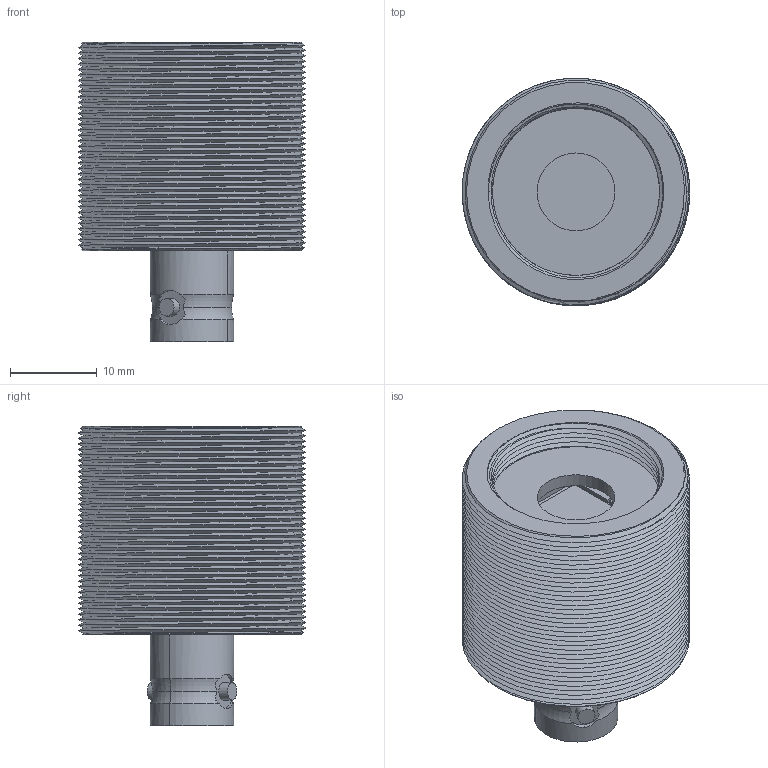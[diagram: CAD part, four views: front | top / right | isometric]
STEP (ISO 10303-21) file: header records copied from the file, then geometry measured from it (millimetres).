
FILE_DESCRIPTION (( 'STEP AP214' ), '1' );
FILE_NAME ('14182-E01.step', '2007-11-13T11:08:30', ( ' ' ), ( ' ' ), 'SwSTEP 2.0', 'SolidWorks 2007', '' );
FILE_SCHEMA (( 'AUTOMOTIVE_DESIGN' ));
Length unit declared in the file: millimetre
Products named in the file (1): 14182-E01
Bounding box: 26.29 x 26.29 x 34.65 mm (x, y, z)
Surface area: 9361.9 mm2 (no closed solid volume)
Topology: 0 solids, 9 shells, 68 faces, 186 edges, 133 vertices
Faces by surface type: cylinder 26, plane 23, cone 9, torus 6, bspline 4
Entity records: 7115 total; most frequent: CARTESIAN_POINT 4691, DIRECTION 333, ORIENTED_EDGE 324, EDGE_CURVE 186, VERTEX_POINT 133, AXIS2_PLACEMENT_3D 131, EDGE_LOOP 80, VECTOR 71
